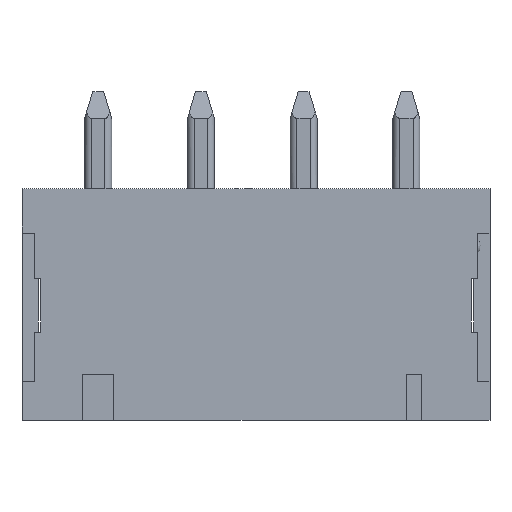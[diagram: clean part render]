
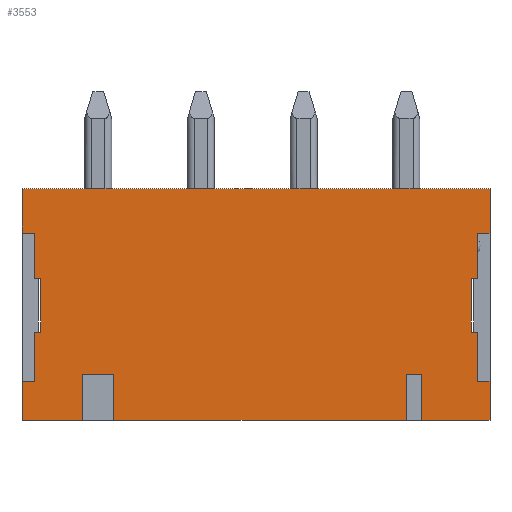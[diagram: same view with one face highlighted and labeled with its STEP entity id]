
A CAD part, front view. The second image highlights one B-rep face of the part: STEP entity #3553.
In plain terms, the highlighted planar face has unit normal (0, -1, 0).
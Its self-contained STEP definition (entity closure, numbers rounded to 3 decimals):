
#423=ORIENTED_EDGE('',*,*,#1415,.F.);
#424=ORIENTED_EDGE('',*,*,#1416,.T.);
#425=ORIENTED_EDGE('',*,*,#1417,.T.);
#426=ORIENTED_EDGE('',*,*,#1418,.F.);
#427=ORIENTED_EDGE('',*,*,#1419,.F.);
#428=ORIENTED_EDGE('',*,*,#1420,.T.);
#429=ORIENTED_EDGE('',*,*,#1421,.T.);
#430=ORIENTED_EDGE('',*,*,#1422,.T.);
#431=ORIENTED_EDGE('',*,*,#1423,.T.);
#432=ORIENTED_EDGE('',*,*,#1424,.F.);
#433=ORIENTED_EDGE('',*,*,#1425,.T.);
#434=ORIENTED_EDGE('',*,*,#1426,.T.);
#435=ORIENTED_EDGE('',*,*,#1427,.T.);
#436=ORIENTED_EDGE('',*,*,#1428,.T.);
#437=ORIENTED_EDGE('',*,*,#1389,.T.);
#438=ORIENTED_EDGE('',*,*,#1429,.T.);
#439=ORIENTED_EDGE('',*,*,#1430,.F.);
#440=ORIENTED_EDGE('',*,*,#1431,.F.);
#441=ORIENTED_EDGE('',*,*,#1432,.F.);
#442=ORIENTED_EDGE('',*,*,#1433,.T.);
#443=ORIENTED_EDGE('',*,*,#1434,.F.);
#444=ORIENTED_EDGE('',*,*,#1435,.F.);
#445=ORIENTED_EDGE('',*,*,#1436,.F.);
#446=ORIENTED_EDGE('',*,*,#1437,.T.);
#447=ORIENTED_EDGE('',*,*,#1438,.F.);
#448=ORIENTED_EDGE('',*,*,#1439,.T.);
#449=ORIENTED_EDGE('',*,*,#1440,.T.);
#450=ORIENTED_EDGE('',*,*,#1441,.F.);
#1389=EDGE_CURVE('',#1888,#1887,#2231,.T.);
#1415=EDGE_CURVE('',#1911,#1912,#2245,.T.);
#1416=EDGE_CURVE('',#1911,#1913,#2246,.T.);
#1417=EDGE_CURVE('',#1913,#1914,#2247,.T.);
#1418=EDGE_CURVE('',#1915,#1914,#2248,.T.);
#1419=EDGE_CURVE('',#1916,#1915,#2249,.T.);
#1420=EDGE_CURVE('',#1916,#1917,#2250,.T.);
#1421=EDGE_CURVE('',#1917,#1918,#2251,.T.);
#1422=EDGE_CURVE('',#1918,#1919,#2252,.T.);
#1423=EDGE_CURVE('',#1919,#1920,#2253,.T.);
#1424=EDGE_CURVE('',#1921,#1920,#2254,.T.);
#1425=EDGE_CURVE('',#1921,#1922,#2255,.T.);
#1426=EDGE_CURVE('',#1922,#1923,#2256,.T.);
#1427=EDGE_CURVE('',#1923,#1924,#2257,.T.);
#1428=EDGE_CURVE('',#1924,#1888,#2258,.T.);
#1429=EDGE_CURVE('',#1887,#1925,#2259,.T.);
#1430=EDGE_CURVE('',#1926,#1925,#2260,.T.);
#1431=EDGE_CURVE('',#1927,#1926,#2261,.T.);
#1432=EDGE_CURVE('',#1928,#1927,#2262,.T.);
#1433=EDGE_CURVE('',#1928,#1929,#2263,.T.);
#1434=EDGE_CURVE('',#1930,#1929,#2264,.T.);
#1435=EDGE_CURVE('',#1931,#1930,#2265,.T.);
#1436=EDGE_CURVE('',#1932,#1931,#2266,.T.);
#1437=EDGE_CURVE('',#1932,#1933,#2267,.T.);
#1438=EDGE_CURVE('',#1934,#1933,#2268,.T.);
#1439=EDGE_CURVE('',#1934,#1935,#2269,.T.);
#1440=EDGE_CURVE('',#1935,#1936,#2270,.T.);
#1441=EDGE_CURVE('',#1912,#1936,#2271,.T.);
#1887=VERTEX_POINT('',#5375);
#1888=VERTEX_POINT('',#5377);
#1911=VERTEX_POINT('',#5427);
#1912=VERTEX_POINT('',#5428);
#1913=VERTEX_POINT('',#5430);
#1914=VERTEX_POINT('',#5432);
#1915=VERTEX_POINT('',#5434);
#1916=VERTEX_POINT('',#5436);
#1917=VERTEX_POINT('',#5438);
#1918=VERTEX_POINT('',#5440);
#1919=VERTEX_POINT('',#5442);
#1920=VERTEX_POINT('',#5444);
#1921=VERTEX_POINT('',#5446);
#1922=VERTEX_POINT('',#5448);
#1923=VERTEX_POINT('',#5450);
#1924=VERTEX_POINT('',#5452);
#1925=VERTEX_POINT('',#5455);
#1926=VERTEX_POINT('',#5457);
#1927=VERTEX_POINT('',#5459);
#1928=VERTEX_POINT('',#5461);
#1929=VERTEX_POINT('',#5463);
#1930=VERTEX_POINT('',#5465);
#1931=VERTEX_POINT('',#5467);
#1932=VERTEX_POINT('',#5469);
#1933=VERTEX_POINT('',#5471);
#1934=VERTEX_POINT('',#5473);
#1935=VERTEX_POINT('',#5475);
#1936=VERTEX_POINT('',#5477);
#2231=LINE('',#5376,#2664);
#2245=LINE('',#5426,#2678);
#2246=LINE('',#5429,#2679);
#2247=LINE('',#5431,#2680);
#2248=LINE('',#5433,#2681);
#2249=LINE('',#5435,#2682);
#2250=LINE('',#5437,#2683);
#2251=LINE('',#5439,#2684);
#2252=LINE('',#5441,#2685);
#2253=LINE('',#5443,#2686);
#2254=LINE('',#5445,#2687);
#2255=LINE('',#5447,#2688);
#2256=LINE('',#5449,#2689);
#2257=LINE('',#5451,#2690);
#2258=LINE('',#5453,#2691);
#2259=LINE('',#5454,#2692);
#2260=LINE('',#5456,#2693);
#2261=LINE('',#5458,#2694);
#2262=LINE('',#5460,#2695);
#2263=LINE('',#5462,#2696);
#2264=LINE('',#5464,#2697);
#2265=LINE('',#5466,#2698);
#2266=LINE('',#5468,#2699);
#2267=LINE('',#5470,#2700);
#2268=LINE('',#5472,#2701);
#2269=LINE('',#5474,#2702);
#2270=LINE('',#5476,#2703);
#2271=LINE('',#5478,#2704);
#2664=VECTOR('',#4298,1000.);
#2678=VECTOR('',#4338,1000.);
#2679=VECTOR('',#4339,1000.);
#2680=VECTOR('',#4340,1000.);
#2681=VECTOR('',#4341,1000.);
#2682=VECTOR('',#4342,1000.);
#2683=VECTOR('',#4343,1000.);
#2684=VECTOR('',#4344,1000.);
#2685=VECTOR('',#4345,1000.);
#2686=VECTOR('',#4346,1000.);
#2687=VECTOR('',#4347,1000.);
#2688=VECTOR('',#4348,1000.);
#2689=VECTOR('',#4349,1000.);
#2690=VECTOR('',#4350,1000.);
#2691=VECTOR('',#4351,1000.);
#2692=VECTOR('',#4352,1000.);
#2693=VECTOR('',#4353,1000.);
#2694=VECTOR('',#4354,1000.);
#2695=VECTOR('',#4355,1000.);
#2696=VECTOR('',#4356,1000.);
#2697=VECTOR('',#4357,1000.);
#2698=VECTOR('',#4358,1000.);
#2699=VECTOR('',#4359,1000.);
#2700=VECTOR('',#4360,1000.);
#2701=VECTOR('',#4361,1000.);
#2702=VECTOR('',#4362,1000.);
#2703=VECTOR('',#4363,1000.);
#2704=VECTOR('',#4364,1000.);
#3005=EDGE_LOOP('',(#423,#424,#425,#426,#427,#428,#429,#430,#431,#432,#433,
#434,#435,#436,#437,#438,#439,#440,#441,#442,#443,#444,#445,#446,#447,#448,
#449,#450));
#3205=FACE_BOUND('',#3005,.T.);
#3388=PLANE('',#3812);
#3553=ADVANCED_FACE('',(#3205),#3388,.F.);
#3812=AXIS2_PLACEMENT_3D('',#5425,#4336,#4337);
#4298=DIRECTION('',(-1.,0.,0.));
#4336=DIRECTION('',(0.,1.,0.));
#4337=DIRECTION('',(1.,0.,0.));
#4338=DIRECTION('',(-1.,0.,0.));
#4339=DIRECTION('',(0.,0.,1.));
#4340=DIRECTION('',(1.,0.,0.));
#4341=DIRECTION('',(0.,0.,1.));
#4342=DIRECTION('',(-1.,0.,0.));
#4343=DIRECTION('',(0.,0.,1.));
#4344=DIRECTION('',(-1.,0.,0.));
#4345=DIRECTION('',(0.,0.,1.));
#4346=DIRECTION('',(-1.,0.,0.));
#4347=DIRECTION('',(0.,0.,-1.));
#4348=DIRECTION('',(1.,0.,0.));
#4349=DIRECTION('',(0.,0.,1.));
#4350=DIRECTION('',(1.,0.,0.));
#4351=DIRECTION('',(0.,0.,1.));
#4352=DIRECTION('',(0.,0.,-1.));
#4353=DIRECTION('',(-1.,0.,0.));
#4354=DIRECTION('',(0.,0.,1.));
#4355=DIRECTION('',(-1.,0.,0.));
#4356=DIRECTION('',(0.,0.,-1.));
#4357=DIRECTION('',(1.,0.,0.));
#4358=DIRECTION('',(0.,0.,1.));
#4359=DIRECTION('',(1.,0.,0.));
#4360=DIRECTION('',(0.,0.,-1.));
#4361=DIRECTION('',(-1.,0.,0.));
#4362=DIRECTION('',(0.,0.,1.));
#4363=DIRECTION('',(1.,0.,0.));
#4364=DIRECTION('',(0.,0.,1.));
#5375=CARTESIAN_POINT('',(4.297,-9.294,-23.719));
#5376=CARTESIAN_POINT('',(100.772,-9.294,-23.719));
#5377=CARTESIAN_POINT('',(21.652,-9.294,-23.719));
#5425=CARTESIAN_POINT('',(100.772,-9.294,-23.719));
#5426=CARTESIAN_POINT('',(13.142,-9.294,-32.319));
#5427=CARTESIAN_POINT('',(18.552,-9.294,-32.319));
#5428=CARTESIAN_POINT('',(7.697,-9.294,-32.319));
#5429=CARTESIAN_POINT('',(18.552,-9.294,-23.719));
#5430=CARTESIAN_POINT('',(18.552,-9.294,-30.605));
#5431=CARTESIAN_POINT('',(-78.573,-9.294,-30.605));
#5432=CARTESIAN_POINT('',(19.127,-9.294,-30.605));
#5433=CARTESIAN_POINT('',(19.127,-9.294,-32.319));
#5434=CARTESIAN_POINT('',(19.127,-9.294,-32.319));
#5435=CARTESIAN_POINT('',(20.762,-9.294,-32.319));
#5436=CARTESIAN_POINT('',(21.652,-9.294,-32.319));
#5437=CARTESIAN_POINT('',(21.652,-9.294,-23.719));
#5438=CARTESIAN_POINT('',(21.652,-9.294,-30.869));
#5439=CARTESIAN_POINT('',(21.202,-9.294,-30.869));
#5440=CARTESIAN_POINT('',(21.202,-9.294,-30.869));
#5441=CARTESIAN_POINT('',(21.202,-9.294,-29.044));
#5442=CARTESIAN_POINT('',(21.202,-9.294,-29.044));
#5443=CARTESIAN_POINT('',(20.652,-9.294,-29.044));
#5444=CARTESIAN_POINT('',(20.952,-9.294,-29.044));
#5445=CARTESIAN_POINT('',(20.952,-9.294,-27.044));
#5446=CARTESIAN_POINT('',(20.952,-9.294,-27.044));
#5447=CARTESIAN_POINT('',(21.202,-9.294,-27.044));
#5448=CARTESIAN_POINT('',(21.202,-9.294,-27.044));
#5449=CARTESIAN_POINT('',(21.202,-9.294,-25.369));
#5450=CARTESIAN_POINT('',(21.202,-9.294,-25.369));
#5451=CARTESIAN_POINT('',(21.652,-9.294,-25.369));
#5452=CARTESIAN_POINT('',(21.652,-9.294,-25.369));
#5453=CARTESIAN_POINT('',(21.652,-9.294,-23.719));
#5454=CARTESIAN_POINT('',(4.297,-9.294,-23.719));
#5455=CARTESIAN_POINT('',(4.297,-9.294,-25.369));
#5456=CARTESIAN_POINT('',(4.747,-9.294,-25.369));
#5457=CARTESIAN_POINT('',(4.747,-9.294,-25.369));
#5458=CARTESIAN_POINT('',(4.747,-9.294,-27.044));
#5459=CARTESIAN_POINT('',(4.747,-9.294,-27.044));
#5460=CARTESIAN_POINT('',(5.247,-9.294,-27.044));
#5461=CARTESIAN_POINT('',(4.997,-9.294,-27.044));
#5462=CARTESIAN_POINT('',(4.997,-9.294,-23.719));
#5463=CARTESIAN_POINT('',(4.997,-9.294,-29.044));
#5464=CARTESIAN_POINT('',(4.747,-9.294,-29.044));
#5465=CARTESIAN_POINT('',(4.747,-9.294,-29.044));
#5466=CARTESIAN_POINT('',(4.747,-9.294,-30.869));
#5467=CARTESIAN_POINT('',(4.747,-9.294,-30.869));
#5468=CARTESIAN_POINT('',(4.297,-9.294,-30.869));
#5469=CARTESIAN_POINT('',(4.297,-9.294,-30.869));
#5470=CARTESIAN_POINT('',(4.297,-9.294,-23.719));
#5471=CARTESIAN_POINT('',(4.297,-9.294,-32.319));
#5472=CARTESIAN_POINT('',(69.747,-9.294,-32.319));
#5473=CARTESIAN_POINT('',(6.547,-9.294,-32.319));
#5474=CARTESIAN_POINT('',(6.547,-9.294,-32.319));
#5475=CARTESIAN_POINT('',(6.547,-9.294,-30.605));
#5476=CARTESIAN_POINT('',(5.247,-9.294,-30.605));
#5477=CARTESIAN_POINT('',(7.697,-9.294,-30.605));
#5478=CARTESIAN_POINT('',(7.697,-9.294,-32.319));
